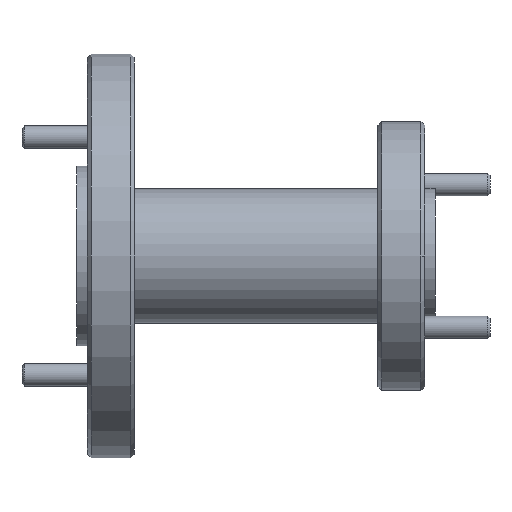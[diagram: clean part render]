
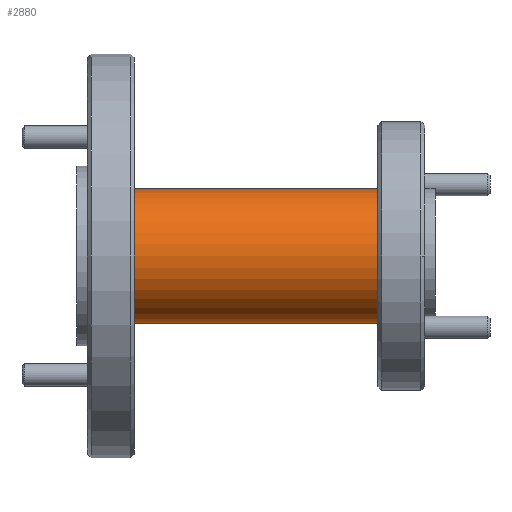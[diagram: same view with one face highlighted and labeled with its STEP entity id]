
A CAD part, front view. The second image highlights one B-rep face of the part: STEP entity #2880.
In plain terms, the highlighted cylindrical face has radius 4.763 mm (diameter 9.525 mm), a partial arc.
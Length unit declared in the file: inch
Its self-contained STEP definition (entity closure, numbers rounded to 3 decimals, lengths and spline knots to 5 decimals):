
#5 = ORIENTED_EDGE ( 'NONE', *, *, #1792, .T. ) ;
#17 = CYLINDRICAL_SURFACE ( 'NONE', #2465, 0.1875 ) ;
#68 = CARTESIAN_POINT ( 'NONE',  ( -1.30746, -0.98202, 1.36518 ) ) ;
#188 = EDGE_CURVE ( 'NONE', #2110, #1225, #2061, .T. ) ;
#231 = ORIENTED_EDGE ( 'NONE', *, *, #188, .F. ) ;
#242 = DIRECTION ( 'NONE',  ( 0., 0., 1. ) ) ;
#313 = CARTESIAN_POINT ( 'NONE',  ( -0.62746, -0.98202, 0.99018 ) ) ;
#362 = CIRCLE ( 'NONE', #2001, 0.1875 ) ;
#510 = CARTESIAN_POINT ( 'NONE',  ( -1.30746, -0.98202, 1.17768 ) ) ;
#584 = CARTESIAN_POINT ( 'NONE',  ( -0.62746, -0.98202, 1.36518 ) ) ;
#740 = CARTESIAN_POINT ( 'NONE',  ( -1.46746, -0.98202, 1.36518 ) ) ;
#750 = ORIENTED_EDGE ( 'NONE', *, *, #3790, .T. ) ;
#819 = VERTEX_POINT ( 'NONE', #584 ) ;
#919 = AXIS2_PLACEMENT_3D ( 'NONE', #510, #1420, #3487 ) ;
#1026 = CIRCLE ( 'NONE', #919, 0.1875 ) ;
#1217 = DIRECTION ( 'NONE',  ( 0., 0., 1. ) ) ;
#1225 = VERTEX_POINT ( 'NONE', #1493 ) ;
#1271 = DIRECTION ( 'NONE',  ( -1., 0., 0. ) ) ;
#1358 = DIRECTION ( 'NONE',  ( -1., 0., 0. ) ) ;
#1420 = DIRECTION ( 'NONE',  ( 1., 0., 0. ) ) ;
#1484 = FACE_OUTER_BOUND ( 'NONE', #3412, .T. ) ;
#1493 = CARTESIAN_POINT ( 'NONE',  ( -1.30746, -0.98202, 0.99018 ) ) ;
#1514 = CARTESIAN_POINT ( 'NONE',  ( -1.46746, -0.98202, 1.17768 ) ) ;
#1640 = DIRECTION ( 'NONE',  ( -1., 0., 0. ) ) ;
#1792 = EDGE_CURVE ( 'NONE', #3585, #1225, #1026, .T. ) ;
#2001 = AXIS2_PLACEMENT_3D ( 'NONE', #2252, #1640, #242 ) ;
#2061 = LINE ( 'NONE', #2544, #3376 ) ;
#2086 = ORIENTED_EDGE ( 'NONE', *, *, #3658, .T. ) ;
#2110 = VERTEX_POINT ( 'NONE', #313 ) ;
#2252 = CARTESIAN_POINT ( 'NONE',  ( -0.62746, -0.98202, 1.17768 ) ) ;
#2465 = AXIS2_PLACEMENT_3D ( 'NONE', #1514, #2720, #1217 ) ;
#2544 = CARTESIAN_POINT ( 'NONE',  ( -1.46746, -0.98202, 0.99018 ) ) ;
#2720 = DIRECTION ( 'NONE',  ( -1., 0., 0. ) ) ;
#2812 = LINE ( 'NONE', #740, #3524 ) ;
#2880 = ADVANCED_FACE ( 'NONE', ( #1484 ), #17, .T. ) ;
#3376 = VECTOR ( 'NONE', #1358, 39.37008 ) ;
#3412 = EDGE_LOOP ( 'NONE', ( #231, #750, #2086, #5 ) ) ;
#3487 = DIRECTION ( 'NONE',  ( 0., 0., 1. ) ) ;
#3524 = VECTOR ( 'NONE', #1271, 39.37008 ) ;
#3585 = VERTEX_POINT ( 'NONE', #68 ) ;
#3658 = EDGE_CURVE ( 'NONE', #819, #3585, #2812, .T. ) ;
#3790 = EDGE_CURVE ( 'NONE', #2110, #819, #362, .T. ) ;
